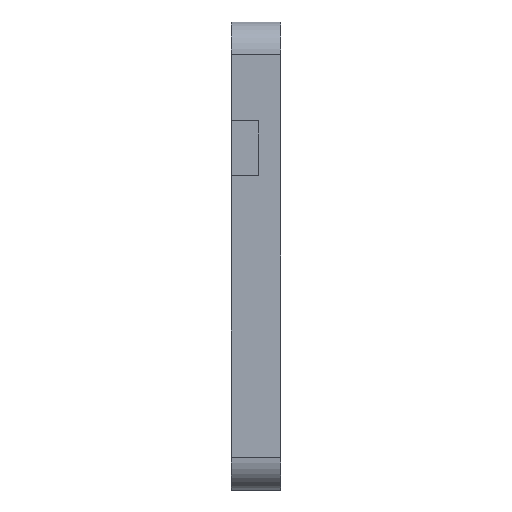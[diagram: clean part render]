
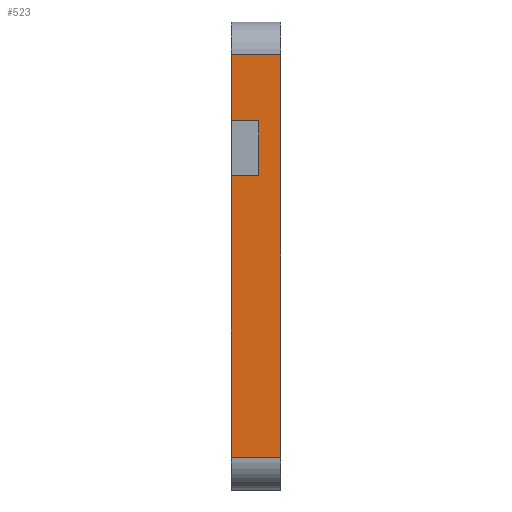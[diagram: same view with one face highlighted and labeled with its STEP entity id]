
A CAD part, left-side view. The second image highlights one B-rep face of the part: STEP entity #523.
In plain terms, the highlighted planar face has unit normal (-1, 0, 0).
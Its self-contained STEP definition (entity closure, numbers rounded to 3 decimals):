
#10 = ORIENTED_EDGE ( 'NONE', *, *, #1668, .T. ) ;
#34 = EDGE_CURVE ( 'NONE', #1298, #978, #1868, .T. ) ;
#123 = VERTEX_POINT ( 'NONE', #1637 ) ;
#154 = VECTOR ( 'NONE', #1719, 1000. ) ;
#238 = CARTESIAN_POINT ( 'NONE',  ( -45., 2.85, 10.325 ) ) ;
#258 = CARTESIAN_POINT ( 'NONE',  ( -45., 9.85, 10.325 ) ) ;
#298 = CARTESIAN_POINT ( 'NONE',  ( -45., 6.35, -25.825 ) ) ;
#314 = VECTOR ( 'NONE', #1381, 1000. ) ;
#342 = ORIENTED_EDGE ( 'NONE', *, *, #34, .F. ) ;
#367 = ORIENTED_EDGE ( 'NONE', *, *, #1651, .T. ) ;
#372 = CARTESIAN_POINT ( 'NONE',  ( -45., 6.35, -25.825 ) ) ;
#433 = ORIENTED_EDGE ( 'NONE', *, *, #1097, .F. ) ;
#436 = EDGE_CURVE ( 'NONE', #932, #1272, #1058, .T. ) ;
#523 = ADVANCED_FACE ( 'NONE', ( #715 ), #959, .F. ) ;
#603 = LINE ( 'NONE', #1881, #1816 ) ;
#618 = AXIS2_PLACEMENT_3D ( 'NONE', #679, #1695, #983 ) ;
#679 = CARTESIAN_POINT ( 'NONE',  ( -45., 6.35, -25.825 ) ) ;
#715 = FACE_OUTER_BOUND ( 'NONE', #772, .T. ) ;
#772 = EDGE_LOOP ( 'NONE', ( #1139, #1875, #342, #367, #10, #1850, #1390, #433 ) ) ;
#859 = DIRECTION ( 'NONE',  ( 0., 0., 1. ) ) ;
#867 = CARTESIAN_POINT ( 'NONE',  ( -45., 6.35, -25.825 ) ) ;
#897 = VECTOR ( 'NONE', #1638, 1000. ) ;
#932 = VERTEX_POINT ( 'NONE', #1702 ) ;
#959 = PLANE ( 'NONE',  #618 ) ;
#966 = LINE ( 'NONE', #258, #154 ) ;
#967 = LINE ( 'NONE', #1291, #1081 ) ;
#978 = VERTEX_POINT ( 'NONE', #1841 ) ;
#983 = DIRECTION ( 'NONE',  ( 0., 0., -1. ) ) ;
#1006 = LINE ( 'NONE', #1198, #897 ) ;
#1026 = VERTEX_POINT ( 'NONE', #1856 ) ;
#1058 = LINE ( 'NONE', #372, #314 ) ;
#1077 = LINE ( 'NONE', #298, #1191 ) ;
#1081 = VECTOR ( 'NONE', #1299, 1000. ) ;
#1097 = EDGE_CURVE ( 'NONE', #1348, #932, #967, .T. ) ;
#1139 = ORIENTED_EDGE ( 'NONE', *, *, #1477, .F. ) ;
#1142 = CARTESIAN_POINT ( 'NONE',  ( -45., 2.85, 10.325 ) ) ;
#1191 = VECTOR ( 'NONE', #1732, 1000. ) ;
#1192 = LINE ( 'NONE', #238, #1566 ) ;
#1198 = CARTESIAN_POINT ( 'NONE',  ( -45., 6.35, 25.825 ) ) ;
#1272 = VERTEX_POINT ( 'NONE', #1766 ) ;
#1291 = CARTESIAN_POINT ( 'NONE',  ( -45., 9.85, 17.325 ) ) ;
#1298 = VERTEX_POINT ( 'NONE', #1482 ) ;
#1299 = DIRECTION ( 'NONE',  ( 0., 1., 0. ) ) ;
#1342 = VECTOR ( 'NONE', #1880, 1000. ) ;
#1348 = VERTEX_POINT ( 'NONE', #1495 ) ;
#1381 = DIRECTION ( 'NONE',  ( 0., 0., 1. ) ) ;
#1390 = ORIENTED_EDGE ( 'NONE', *, *, #436, .F. ) ;
#1477 = EDGE_CURVE ( 'NONE', #1624, #1348, #1192, .T. ) ;
#1482 = CARTESIAN_POINT ( 'NONE',  ( -45., 6.35, -25.825 ) ) ;
#1495 = CARTESIAN_POINT ( 'NONE',  ( -45., 2.85, 17.325 ) ) ;
#1548 = EDGE_CURVE ( 'NONE', #978, #1624, #966, .T. ) ;
#1560 = DIRECTION ( 'NONE',  ( 0., 0., 1. ) ) ;
#1566 = VECTOR ( 'NONE', #1560, 1000. ) ;
#1624 = VERTEX_POINT ( 'NONE', #1142 ) ;
#1637 = CARTESIAN_POINT ( 'NONE',  ( -45., 0., 25.825 ) ) ;
#1638 = DIRECTION ( 'NONE',  ( 0., -1., 0. ) ) ;
#1651 = EDGE_CURVE ( 'NONE', #1298, #1026, #1077, .T. ) ;
#1668 = EDGE_CURVE ( 'NONE', #1026, #123, #603, .T. ) ;
#1695 = DIRECTION ( 'NONE',  ( 1., 0., 0. ) ) ;
#1702 = CARTESIAN_POINT ( 'NONE',  ( -45., 6.35, 17.325 ) ) ;
#1719 = DIRECTION ( 'NONE',  ( 0., -1., 0. ) ) ;
#1732 = DIRECTION ( 'NONE',  ( 0., -1., 0. ) ) ;
#1766 = CARTESIAN_POINT ( 'NONE',  ( -45., 6.35, 25.825 ) ) ;
#1767 = EDGE_CURVE ( 'NONE', #1272, #123, #1006, .T. ) ;
#1816 = VECTOR ( 'NONE', #859, 1000. ) ;
#1841 = CARTESIAN_POINT ( 'NONE',  ( -45., 6.35, 10.325 ) ) ;
#1850 = ORIENTED_EDGE ( 'NONE', *, *, #1767, .F. ) ;
#1856 = CARTESIAN_POINT ( 'NONE',  ( -45., 0., -25.825 ) ) ;
#1868 = LINE ( 'NONE', #867, #1342 ) ;
#1875 = ORIENTED_EDGE ( 'NONE', *, *, #1548, .F. ) ;
#1880 = DIRECTION ( 'NONE',  ( 0., 0., 1. ) ) ;
#1881 = CARTESIAN_POINT ( 'NONE',  ( -45., 0., -25.825 ) ) ;
